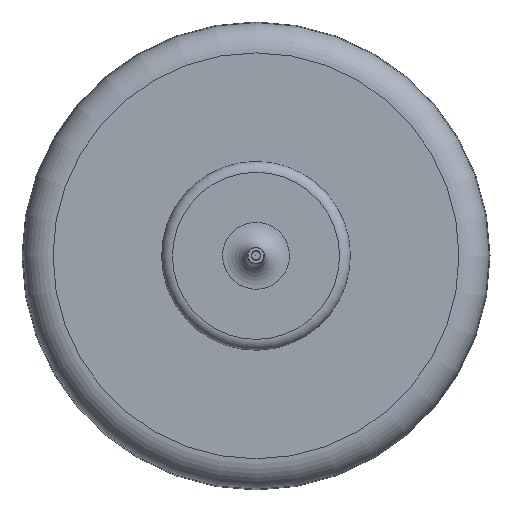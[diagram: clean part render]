
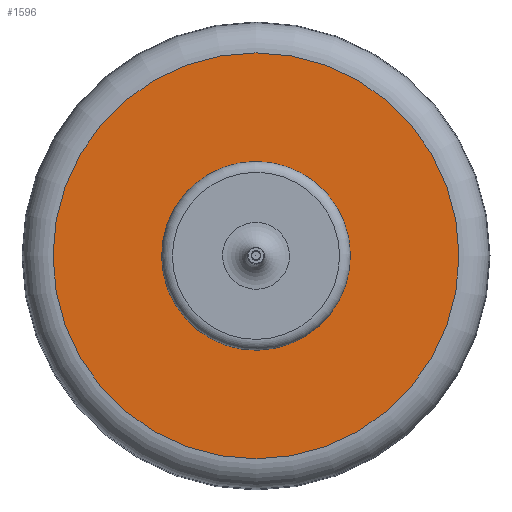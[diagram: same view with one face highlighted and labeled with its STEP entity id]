
A CAD part, top view. The second image highlights one B-rep face of the part: STEP entity #1596.
In plain terms, the highlighted planar face has unit normal (0, 0, 1).
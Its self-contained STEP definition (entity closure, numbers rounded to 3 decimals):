
#107=FACE_BOUND('',#464,.T.);
#108=FACE_BOUND('',#465,.T.);
#201=CIRCLE('',#1795,37.);
#202=CIRCLE('',#1797,121.439);
#203=CIRCLE('',#1798,2.5);
#263=PLANE('',#1796);
#345=FACE_OUTER_BOUND('',#463,.T.);
#463=EDGE_LOOP('',(#1405));
#464=EDGE_LOOP('',(#1406));
#465=EDGE_LOOP('',(#1407));
#770=VERTEX_POINT('',#10569);
#771=VERTEX_POINT('',#10573);
#772=VERTEX_POINT('',#10575);
#988=EDGE_CURVE('',#770,#770,#201,.T.);
#989=EDGE_CURVE('',#771,#771,#202,.T.);
#990=EDGE_CURVE('',#772,#772,#203,.T.);
#1405=ORIENTED_EDGE('',*,*,#989,.T.);
#1406=ORIENTED_EDGE('',*,*,#990,.T.);
#1407=ORIENTED_EDGE('',*,*,#988,.F.);
#1596=ADVANCED_FACE('',(#345,#107,#108),#263,.T.);
#1795=AXIS2_PLACEMENT_3D('',#10571,#2198,#2199);
#1796=AXIS2_PLACEMENT_3D('',#10572,#2200,#2201);
#1797=AXIS2_PLACEMENT_3D('',#10574,#2202,#2203);
#1798=AXIS2_PLACEMENT_3D('',#10576,#2204,#2205);
#2198=DIRECTION('center_axis',(0.,0.,1.));
#2199=DIRECTION('ref_axis',(1.,0.,0.));
#2200=DIRECTION('center_axis',(0.,0.,1.));
#2201=DIRECTION('ref_axis',(1.,0.,0.));
#2202=DIRECTION('center_axis',(0.,0.,1.));
#2203=DIRECTION('ref_axis',(1.,0.,0.));
#2204=DIRECTION('center_axis',(0.,0.,-1.));
#2205=DIRECTION('ref_axis',(1.,0.,0.));
#10569=CARTESIAN_POINT('',(-37.017,0.016,20.388));
#10571=CARTESIAN_POINT('Origin',(-0.017,0.016,20.388));
#10572=CARTESIAN_POINT('Origin',(-0.017,-36.984,20.388));
#10573=CARTESIAN_POINT('',(-121.456,0.016,20.388));
#10574=CARTESIAN_POINT('Origin',(-0.017,0.016,20.388));
#10575=CARTESIAN_POINT('',(-47.517,0.016,20.388));
#10576=CARTESIAN_POINT('Origin',(-45.017,0.016,20.388));
